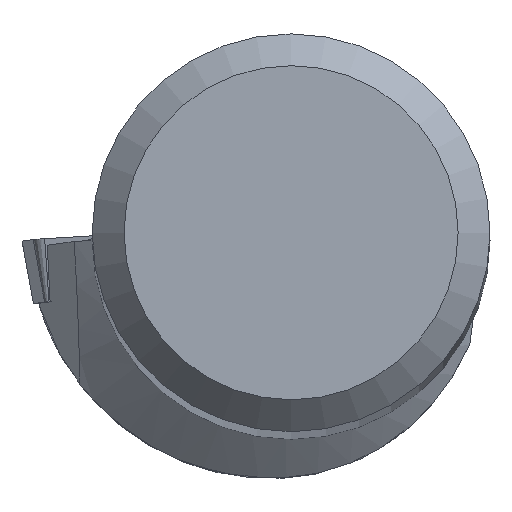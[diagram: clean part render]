
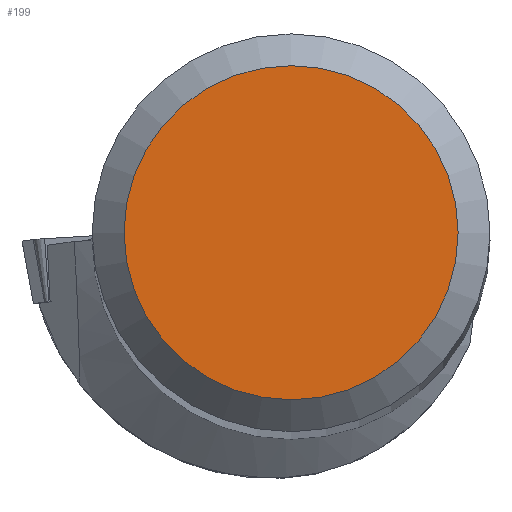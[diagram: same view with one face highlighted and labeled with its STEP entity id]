
A CAD part, top view. The second image highlights one B-rep face of the part: STEP entity #199.
In plain terms, the highlighted planar face has unit normal (0, 0, 1).
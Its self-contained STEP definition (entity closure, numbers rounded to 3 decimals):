
#152=FACE_OUTER_BOUND('',#417,.T.);
#199=ADVANCED_FACE('',(#152),#237,.T.);
#237=PLANE('',#1061);
#417=EDGE_LOOP('',(#581));
#581=ORIENTED_EDGE('',*,*,#851,.T.);
#750=VERTEX_POINT('',#1749);
#851=EDGE_CURVE('',#750,#750,#904,.T.);
#904=CIRCLE('',#1060,10.491);
#1060=AXIS2_PLACEMENT_3D('',#1748,#1277,#1278);
#1061=AXIS2_PLACEMENT_3D('',#1750,#1279,#1280);
#1277=DIRECTION('',(0.,0.,1.));
#1278=DIRECTION('',(1.,0.,0.));
#1279=DIRECTION('',(0.,0.,1.));
#1280=DIRECTION('',(1.,0.,0.));
#1748=CARTESIAN_POINT('',(0.,0.,0.));
#1749=CARTESIAN_POINT('',(10.491,0.,0.));
#1750=CARTESIAN_POINT('',(0.,0.,
0.));
